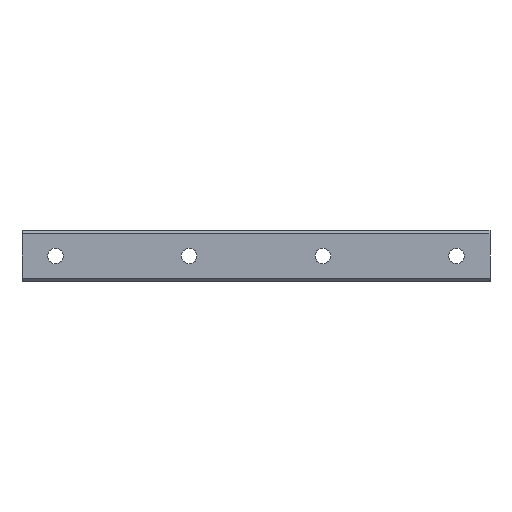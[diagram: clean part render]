
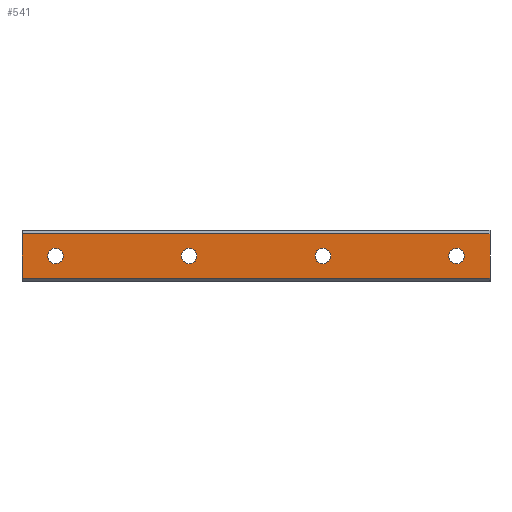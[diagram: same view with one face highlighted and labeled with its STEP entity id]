
A CAD part, front view. The second image highlights one B-rep face of the part: STEP entity #541.
In plain terms, the highlighted planar face has unit normal (0, -1, 0).
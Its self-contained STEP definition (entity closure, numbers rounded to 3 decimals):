
#9 = DIRECTION ( 'NONE',  ( 0., 0., 1. ) ) ;
#12 = DIRECTION ( 'NONE',  ( 0., 0., 1. ) ) ;
#27 = CIRCLE ( 'NONE', #712, 3.5 ) ;
#65 = EDGE_LOOP ( 'NONE', ( #1365, #1367 ) ) ;
#66 = EDGE_LOOP ( 'NONE', ( #928, #888 ) ) ;
#74 = DIRECTION ( 'NONE',  ( 0., -1., 0. ) ) ;
#77 = CIRCLE ( 'NONE', #943, 3.5 ) ;
#81 = CARTESIAN_POINT ( 'NONE',  ( 195., 0., 9.9 ) ) ;
#86 = EDGE_CURVE ( 'NONE', #1370, #1459, #323, .T. ) ;
#88 = DIRECTION ( 'NONE',  ( 0., 0., 1. ) ) ;
#101 = AXIS2_PLACEMENT_3D ( 'NONE', #623, #1436, #723 ) ;
#102 = EDGE_CURVE ( 'NONE', #516, #287, #465, .T. ) ;
#103 = FACE_OUTER_BOUND ( 'NONE', #408, .T. ) ;
#104 = AXIS2_PLACEMENT_3D ( 'NONE', #800, #1057, #432 ) ;
#106 = EDGE_CURVE ( 'NONE', #1453, #804, #359, .T. ) ;
#107 = DIRECTION ( 'NONE',  ( 0., 0., 1. ) ) ;
#145 = CARTESIAN_POINT ( 'NONE',  ( 180., 0., -3.5 ) ) ;
#161 = ORIENTED_EDGE ( 'NONE', *, *, #890, .F. ) ;
#164 = CARTESIAN_POINT ( 'NONE',  ( -15., 0., 9.9 ) ) ;
#173 = CARTESIAN_POINT ( 'NONE',  ( 120., 0., 0. ) ) ;
#185 = EDGE_CURVE ( 'NONE', #677, #227, #737, .T. ) ;
#201 = AXIS2_PLACEMENT_3D ( 'NONE', #704, #587, #479 ) ;
#221 = DIRECTION ( 'NONE',  ( 0., 0., -1. ) ) ;
#223 = EDGE_CURVE ( 'NONE', #649, #1356, #77, .T. ) ;
#225 = AXIS2_PLACEMENT_3D ( 'NONE', #552, #334, #1523 ) ;
#227 = VERTEX_POINT ( 'NONE', #1304 ) ;
#228 = CARTESIAN_POINT ( 'NONE',  ( 195., 0., -9.9 ) ) ;
#232 = CARTESIAN_POINT ( 'NONE',  ( 195., 0., 9.9 ) ) ;
#287 = VERTEX_POINT ( 'NONE', #81 ) ;
#323 = CIRCLE ( 'NONE', #490, 3.5 ) ;
#327 = AXIS2_PLACEMENT_3D ( 'NONE', #232, #1147, #88 ) ;
#334 = DIRECTION ( 'NONE',  ( 0., -1., 0. ) ) ;
#359 = LINE ( 'NONE', #228, #710 ) ;
#372 = CIRCLE ( 'NONE', #201, 3.5 ) ;
#374 = CARTESIAN_POINT ( 'NONE',  ( 0., 0., 3.5 ) ) ;
#376 = ORIENTED_EDGE ( 'NONE', *, *, #106, .F. ) ;
#400 = AXIS2_PLACEMENT_3D ( 'NONE', #173, #74, #429 ) ;
#408 = EDGE_LOOP ( 'NONE', ( #376, #161, #1488, #1221 ) ) ;
#423 = CIRCLE ( 'NONE', #400, 3.5 ) ;
#429 = DIRECTION ( 'NONE',  ( 0., 0., 1. ) ) ;
#432 = DIRECTION ( 'NONE',  ( 0., 0., 1. ) ) ;
#454 = EDGE_CURVE ( 'NONE', #1356, #649, #1333, .T. ) ;
#464 = FACE_BOUND ( 'NONE', #562, .T. ) ;
#465 = LINE ( 'NONE', #1264, #1184 ) ;
#471 = EDGE_CURVE ( 'NONE', #884, #1422, #797, .T. ) ;
#474 = CARTESIAN_POINT ( 'NONE',  ( 0., 0., 0. ) ) ;
#479 = DIRECTION ( 'NONE',  ( 0., 0., 1. ) ) ;
#490 = AXIS2_PLACEMENT_3D ( 'NONE', #474, #1162, #107 ) ;
#516 = VERTEX_POINT ( 'NONE', #1376 ) ;
#541 = ADVANCED_FACE ( 'NONE', ( #103, #1507, #1290, #790, #464 ), #937, .F. ) ;
#552 = CARTESIAN_POINT ( 'NONE',  ( 180., 0., 0. ) ) ;
#559 = VECTOR ( 'NONE', #12, 1000. ) ;
#562 = EDGE_LOOP ( 'NONE', ( #1255, #1345 ) ) ;
#587 = DIRECTION ( 'NONE',  ( 0., -1., 0. ) ) ;
#605 = EDGE_CURVE ( 'NONE', #227, #677, #27, .T. ) ;
#623 = CARTESIAN_POINT ( 'NONE',  ( 60., 0., 0. ) ) ;
#629 = CARTESIAN_POINT ( 'NONE',  ( 120., 0., 3.5 ) ) ;
#649 = VERTEX_POINT ( 'NONE', #145 ) ;
#677 = VERTEX_POINT ( 'NONE', #1326 ) ;
#701 = EDGE_CURVE ( 'NONE', #1459, #1370, #372, .T. ) ;
#704 = CARTESIAN_POINT ( 'NONE',  ( 0., 0., 0. ) ) ;
#710 = VECTOR ( 'NONE', #939, 1000. ) ;
#712 = AXIS2_PLACEMENT_3D ( 'NONE', #729, #861, #9 ) ;
#723 = DIRECTION ( 'NONE',  ( 0., 0., 1. ) ) ;
#729 = CARTESIAN_POINT ( 'NONE',  ( 60., 0., 0. ) ) ;
#737 = CIRCLE ( 'NONE', #101, 3.5 ) ;
#770 = VECTOR ( 'NONE', #221, 1000. ) ;
#790 = FACE_BOUND ( 'NONE', #1173, .T. ) ;
#797 = CIRCLE ( 'NONE', #104, 3.5 ) ;
#800 = CARTESIAN_POINT ( 'NONE',  ( 120., 0., 0. ) ) ;
#804 = VERTEX_POINT ( 'NONE', #1342 ) ;
#831 = CARTESIAN_POINT ( 'NONE',  ( 180., 0., 0. ) ) ;
#838 = CARTESIAN_POINT ( 'NONE',  ( 195., 0., -9.9 ) ) ;
#861 = DIRECTION ( 'NONE',  ( 0., -1., 0. ) ) ;
#884 = VERTEX_POINT ( 'NONE', #1137 ) ;
#888 = ORIENTED_EDGE ( 'NONE', *, *, #223, .F. ) ;
#890 = EDGE_CURVE ( 'NONE', #287, #1453, #1049, .T. ) ;
#928 = ORIENTED_EDGE ( 'NONE', *, *, #454, .F. ) ;
#937 = PLANE ( 'NONE',  #327 ) ;
#939 = DIRECTION ( 'NONE',  ( -1., 0., 0. ) ) ;
#943 = AXIS2_PLACEMENT_3D ( 'NONE', #831, #976, #1218 ) ;
#976 = DIRECTION ( 'NONE',  ( 0., -1., 0. ) ) ;
#1021 = ORIENTED_EDGE ( 'NONE', *, *, #1151, .F. ) ;
#1049 = LINE ( 'NONE', #1522, #770 ) ;
#1057 = DIRECTION ( 'NONE',  ( 0., -1., 0. ) ) ;
#1137 = CARTESIAN_POINT ( 'NONE',  ( 120., 0., -3.5 ) ) ;
#1147 = DIRECTION ( 'NONE',  ( 0., 1., 0. ) ) ;
#1151 = EDGE_CURVE ( 'NONE', #1422, #884, #423, .T. ) ;
#1162 = DIRECTION ( 'NONE',  ( 0., -1., 0. ) ) ;
#1163 = CARTESIAN_POINT ( 'NONE',  ( 0., 0., -3.5 ) ) ;
#1173 = EDGE_LOOP ( 'NONE', ( #1021, #1493 ) ) ;
#1177 = CARTESIAN_POINT ( 'NONE',  ( 180., 0., 3.5 ) ) ;
#1184 = VECTOR ( 'NONE', #1284, 1000. ) ;
#1218 = DIRECTION ( 'NONE',  ( 0., 0., 1. ) ) ;
#1221 = ORIENTED_EDGE ( 'NONE', *, *, #1457, .F. ) ;
#1255 = ORIENTED_EDGE ( 'NONE', *, *, #605, .F. ) ;
#1264 = CARTESIAN_POINT ( 'NONE',  ( 195., 0., 9.9 ) ) ;
#1284 = DIRECTION ( 'NONE',  ( 1., 0., 0. ) ) ;
#1290 = FACE_BOUND ( 'NONE', #66, .T. ) ;
#1304 = CARTESIAN_POINT ( 'NONE',  ( 60., 0., 3.5 ) ) ;
#1326 = CARTESIAN_POINT ( 'NONE',  ( 60., 0., -3.5 ) ) ;
#1333 = CIRCLE ( 'NONE', #225, 3.5 ) ;
#1342 = CARTESIAN_POINT ( 'NONE',  ( -15., 0., -9.9 ) ) ;
#1345 = ORIENTED_EDGE ( 'NONE', *, *, #185, .F. ) ;
#1356 = VERTEX_POINT ( 'NONE', #1177 ) ;
#1365 = ORIENTED_EDGE ( 'NONE', *, *, #701, .F. ) ;
#1367 = ORIENTED_EDGE ( 'NONE', *, *, #86, .F. ) ;
#1370 = VERTEX_POINT ( 'NONE', #1163 ) ;
#1376 = CARTESIAN_POINT ( 'NONE',  ( -15., 0., 9.9 ) ) ;
#1422 = VERTEX_POINT ( 'NONE', #629 ) ;
#1436 = DIRECTION ( 'NONE',  ( 0., -1., 0. ) ) ;
#1451 = LINE ( 'NONE', #164, #559 ) ;
#1453 = VERTEX_POINT ( 'NONE', #838 ) ;
#1457 = EDGE_CURVE ( 'NONE', #804, #516, #1451, .T. ) ;
#1459 = VERTEX_POINT ( 'NONE', #374 ) ;
#1488 = ORIENTED_EDGE ( 'NONE', *, *, #102, .F. ) ;
#1493 = ORIENTED_EDGE ( 'NONE', *, *, #471, .F. ) ;
#1507 = FACE_BOUND ( 'NONE', #65, .T. ) ;
#1522 = CARTESIAN_POINT ( 'NONE',  ( 195., 0., 9.9 ) ) ;
#1523 = DIRECTION ( 'NONE',  ( 0., 0., 1. ) ) ;
